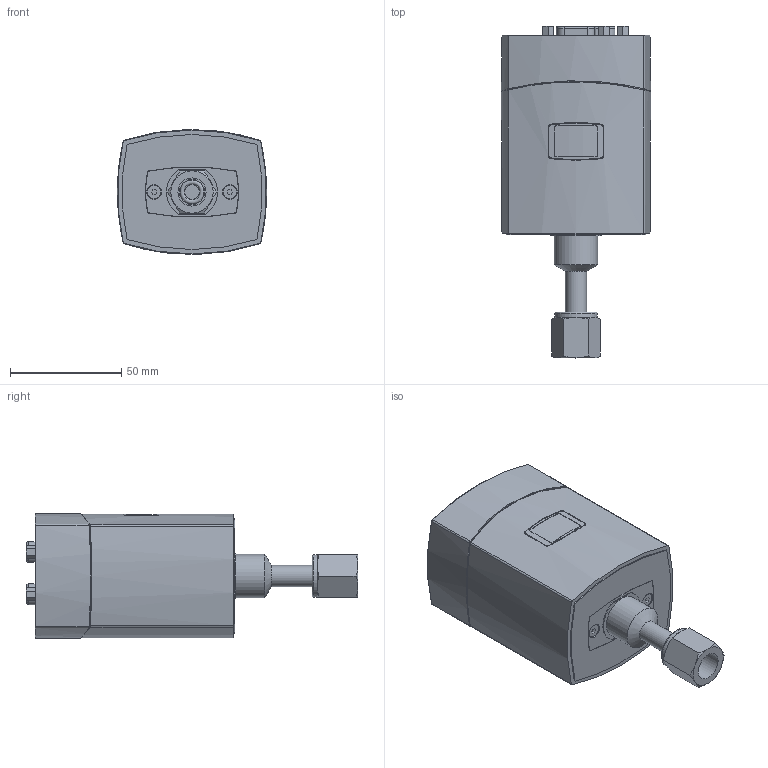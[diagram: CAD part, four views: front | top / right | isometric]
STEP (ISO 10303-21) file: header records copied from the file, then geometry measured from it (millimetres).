
FILE_DESCRIPTION((''),'2;1');
FILE_NAME('MPCG55x_9DSub_PBus_4VCR.stp','2013-04-03T17:09:16',('BEM'),(''),'Autodesk Inventor 2012','Autodesk Inventor 2012','');
FILE_SCHEMA(('AUTOMOTIVE_DESIGN { 1 0 10303 214 1 1 1 1 }'));
Length unit declared in the file: millimetre
Products named in the file (1): Bauteil20
Bounding box: 67 x 149 x 56 mm (x, y, z)
Volume: 79351.2 mm3; surface area: 72826.1 mm2
Topology: 2 solids, 2 shells, 1198 faces, 3177 edges, 2074 vertices
Faces by surface type: plane 742, cylinder 354, cone 47, torus 29, sphere 18, bspline 8
Full cylindrical faces by diameter (mm): 0.9 x36, 1.1 x2, 1.3 x3, 2.156 x4, 2.6 x5, 2.8 x4, 2.845 x4, 2.9 x4, 3 x8, 3.2 x10, 3.4 x4, 3.6 x2, 4 x2, 6.4 x1, 7.9 x1, 9.525 x1, 9.9 x1, 11.3 x1, 12.6 x1, 16 x1, 18 x1, 19 x2, 19.5 x1
Entity records: 37808 total; most frequent: CARTESIAN_POINT 7400, ORIENTED_EDGE 5942, DIRECTION 5906, EDGE_CURVE 2971, VECTOR 2074, LINE 2074, VERTEX_POINT 2014, AXIS2_PLACEMENT_3D 1916
